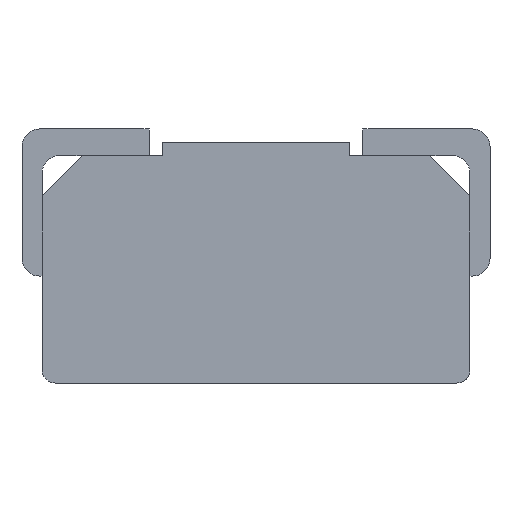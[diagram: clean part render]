
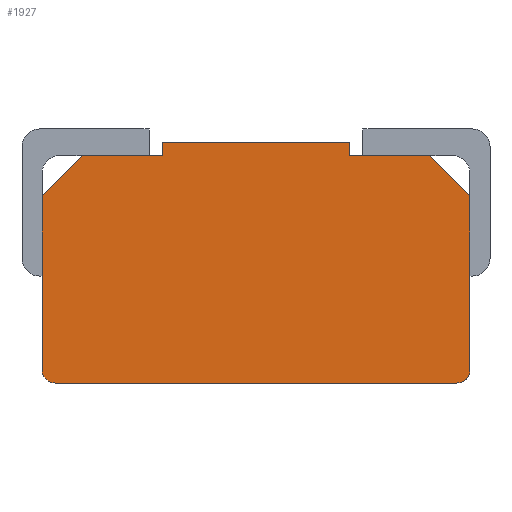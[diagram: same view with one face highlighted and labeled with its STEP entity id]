
A CAD part, left-side view. The second image highlights one B-rep face of the part: STEP entity #1927.
In plain terms, the highlighted planar face has unit normal (-1, 0, 0).
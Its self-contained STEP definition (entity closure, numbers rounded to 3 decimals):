
#5 = EDGE_CURVE ( 'NONE', #2234, #1762, #1250, .T. ) ;
#24 = DIRECTION ( 'NONE',  ( 0., 0., 1. ) ) ;
#45 = VECTOR ( 'NONE', #1297, 1000. ) ;
#68 = CARTESIAN_POINT ( 'NONE',  ( -1.4, -0.7, -0.1 ) ) ;
#70 = CARTESIAN_POINT ( 'NONE',  ( -1.4, -0.7, -0.1 ) ) ;
#88 = CARTESIAN_POINT ( 'NONE',  ( -1.4, -1.3, -0.2 ) ) ;
#101 = VERTEX_POINT ( 'NONE', #1445 ) ;
#113 = LINE ( 'NONE', #1128, #45 ) ;
#168 = FACE_OUTER_BOUND ( 'NONE', #2219, .T. ) ;
#196 = LINE ( 'NONE', #785, #1437 ) ;
#210 = EDGE_CURVE ( 'NONE', #921, #1512, #397, .T. ) ;
#213 = CARTESIAN_POINT ( 'NONE',  ( -1.4, 0.7, -0.1 ) ) ;
#221 = LINE ( 'NONE', #1738, #1330 ) ;
#246 = DIRECTION ( 'NONE',  ( 0., 0., 1. ) ) ;
#256 = DIRECTION ( 'NONE',  ( 0., -1., 0. ) ) ;
#257 = ORIENTED_EDGE ( 'NONE', *, *, #371, .F. ) ;
#271 = ORIENTED_EDGE ( 'NONE', *, *, #2172, .F. ) ;
#329 = CARTESIAN_POINT ( 'NONE',  ( -1.4, 1.3, -0.2 ) ) ;
#344 = EDGE_CURVE ( 'NONE', #957, #1594, #221, .T. ) ;
#350 = LINE ( 'NONE', #213, #1225 ) ;
#355 = CARTESIAN_POINT ( 'NONE',  ( -1.4, 0.7, -0.2 ) ) ;
#361 = ORIENTED_EDGE ( 'NONE', *, *, #210, .F. ) ;
#369 = VERTEX_POINT ( 'NONE', #2090 ) ;
#371 = EDGE_CURVE ( 'NONE', #1273, #957, #1108, .T. ) ;
#397 = LINE ( 'NONE', #88, #583 ) ;
#426 = CARTESIAN_POINT ( 'NONE',  ( -1.4, 0.7, -0.1 ) ) ;
#434 = CARTESIAN_POINT ( 'NONE',  ( -1.4, 1.3, -0.2 ) ) ;
#489 = CARTESIAN_POINT ( 'NONE',  ( -1.4, 1.5, -1.8 ) ) ;
#492 = EDGE_CURVE ( 'NONE', #1594, #2234, #350, .T. ) ;
#509 = AXIS2_PLACEMENT_3D ( 'NONE', #489, #1718, #665 ) ;
#532 = VERTEX_POINT ( 'NONE', #1822 ) ;
#535 = EDGE_CURVE ( 'NONE', #1762, #1870, #2079, .T. ) ;
#547 = VERTEX_POINT ( 'NONE', #598 ) ;
#565 = EDGE_CURVE ( 'NONE', #369, #1273, #2019, .T. ) ;
#583 = VECTOR ( 'NONE', #1496, 1000. ) ;
#598 = CARTESIAN_POINT ( 'NONE',  ( -1.4, 1.5, -1.9 ) ) ;
#650 = VECTOR ( 'NONE', #1380, 1000. ) ;
#651 = EDGE_CURVE ( 'NONE', #1870, #921, #196, .T. ) ;
#665 = DIRECTION ( 'NONE',  ( 0., 0., 1. ) ) ;
#666 = DIRECTION ( 'NONE',  ( 1., 0., 0. ) ) ;
#678 = VECTOR ( 'NONE', #1121, 1000. ) ;
#683 = DIRECTION ( 'NONE',  ( 0., -1., 0. ) ) ;
#738 = ORIENTED_EDGE ( 'NONE', *, *, #492, .F. ) ;
#752 = DIRECTION ( 'NONE',  ( 0., 0., 1. ) ) ;
#762 = CIRCLE ( 'NONE', #2128, 0.1 ) ;
#783 = VECTOR ( 'NONE', #1675, 1000. ) ;
#785 = CARTESIAN_POINT ( 'NONE',  ( -1.4, -0.7, -0.2 ) ) ;
#818 = CARTESIAN_POINT ( 'NONE',  ( -1.4, 1.5, -1.8 ) ) ;
#901 = ORIENTED_EDGE ( 'NONE', *, *, #651, .F. ) ;
#921 = VERTEX_POINT ( 'NONE', #2001 ) ;
#936 = EDGE_CURVE ( 'NONE', #101, #547, #113, .T. ) ;
#957 = VERTEX_POINT ( 'NONE', #434 ) ;
#1044 = EDGE_CURVE ( 'NONE', #547, #369, #762, .T. ) ;
#1108 = LINE ( 'NONE', #329, #650 ) ;
#1121 = DIRECTION ( 'NONE',  ( 0., 0., -1. ) ) ;
#1128 = CARTESIAN_POINT ( 'NONE',  ( -1.4, 1.5, -1.9 ) ) ;
#1225 = VECTOR ( 'NONE', #24, 1000. ) ;
#1246 = ORIENTED_EDGE ( 'NONE', *, *, #1477, .F. ) ;
#1250 = LINE ( 'NONE', #70, #783 ) ;
#1273 = VERTEX_POINT ( 'NONE', #2061 ) ;
#1281 = DIRECTION ( 'NONE',  ( 0., 0., -1. ) ) ;
#1297 = DIRECTION ( 'NONE',  ( 0., 1., 0. ) ) ;
#1330 = VECTOR ( 'NONE', #683, 1000. ) ;
#1380 = DIRECTION ( 'NONE',  ( 0., -0.707, 0.707 ) ) ;
#1437 = VECTOR ( 'NONE', #256, 1000. ) ;
#1445 = CARTESIAN_POINT ( 'NONE',  ( -1.4, -1.5, -1.9 ) ) ;
#1477 = EDGE_CURVE ( 'NONE', #532, #101, #1671, .T. ) ;
#1481 = ORIENTED_EDGE ( 'NONE', *, *, #344, .F. ) ;
#1492 = VECTOR ( 'NONE', #246, 1000. ) ;
#1496 = DIRECTION ( 'NONE',  ( 0., -0.707, -0.707 ) ) ;
#1500 = AXIS2_PLACEMENT_3D ( 'NONE', #1719, #666, #1900 ) ;
#1512 = VERTEX_POINT ( 'NONE', #1542 ) ;
#1515 = VECTOR ( 'NONE', #1281, 1000. ) ;
#1538 = ORIENTED_EDGE ( 'NONE', *, *, #936, .F. ) ;
#1542 = CARTESIAN_POINT ( 'NONE',  ( -1.4, -1.6, -0.5 ) ) ;
#1594 = VERTEX_POINT ( 'NONE', #355 ) ;
#1620 = LINE ( 'NONE', #1640, #1515 ) ;
#1640 = CARTESIAN_POINT ( 'NONE',  ( -1.4, -1.6, -0.5 ) ) ;
#1671 = CIRCLE ( 'NONE', #1500, 0.1 ) ;
#1675 = DIRECTION ( 'NONE',  ( 0., -1., 0. ) ) ;
#1718 = DIRECTION ( 'NONE',  ( -1., 0., 0. ) ) ;
#1719 = CARTESIAN_POINT ( 'NONE',  ( -1.4, -1.5, -1.8 ) ) ;
#1738 = CARTESIAN_POINT ( 'NONE',  ( -1.4, 0.7, -0.2 ) ) ;
#1761 = ORIENTED_EDGE ( 'NONE', *, *, #535, .F. ) ;
#1762 = VERTEX_POINT ( 'NONE', #68 ) ;
#1765 = ORIENTED_EDGE ( 'NONE', *, *, #1044, .F. ) ;
#1803 = DIRECTION ( 'NONE',  ( 1., 0., 0. ) ) ;
#1822 = CARTESIAN_POINT ( 'NONE',  ( -1.4, -1.6, -1.8 ) ) ;
#1849 = CARTESIAN_POINT ( 'NONE',  ( -1.4, -0.7, -0.2 ) ) ;
#1870 = VERTEX_POINT ( 'NONE', #1849 ) ;
#1890 = PLANE ( 'NONE',  #509 ) ;
#1900 = DIRECTION ( 'NONE',  ( 0., 0., -1. ) ) ;
#1927 = ADVANCED_FACE ( 'NONE', ( #168 ), #1890, .T. ) ;
#2001 = CARTESIAN_POINT ( 'NONE',  ( -1.4, -1.3, -0.2 ) ) ;
#2004 = CARTESIAN_POINT ( 'NONE',  ( -1.4, -0.7, -0.1 ) ) ;
#2006 = ORIENTED_EDGE ( 'NONE', *, *, #565, .F. ) ;
#2015 = CARTESIAN_POINT ( 'NONE',  ( -1.4, 1.6, -0.5 ) ) ;
#2019 = LINE ( 'NONE', #2015, #1492 ) ;
#2038 = ORIENTED_EDGE ( 'NONE', *, *, #5, .F. ) ;
#2061 = CARTESIAN_POINT ( 'NONE',  ( -1.4, 1.6, -0.5 ) ) ;
#2079 = LINE ( 'NONE', #2004, #678 ) ;
#2090 = CARTESIAN_POINT ( 'NONE',  ( -1.4, 1.6, -1.8 ) ) ;
#2128 = AXIS2_PLACEMENT_3D ( 'NONE', #818, #1803, #752 ) ;
#2172 = EDGE_CURVE ( 'NONE', #1512, #532, #1620, .T. ) ;
#2219 = EDGE_LOOP ( 'NONE', ( #738, #1481, #257, #2006, #1765, #1538, #1246, #271, #361, #901, #1761, #2038 ) ) ;
#2234 = VERTEX_POINT ( 'NONE', #426 ) ;
